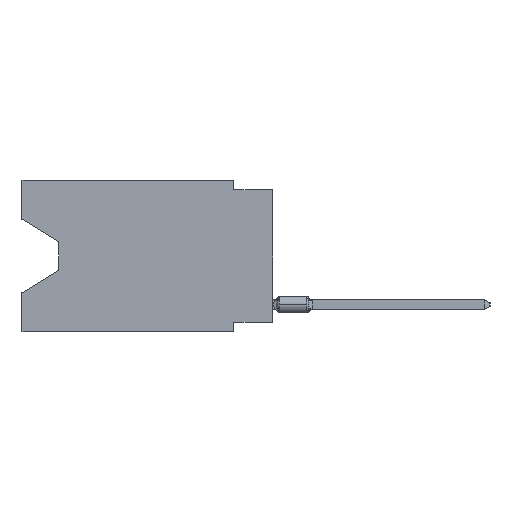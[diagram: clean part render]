
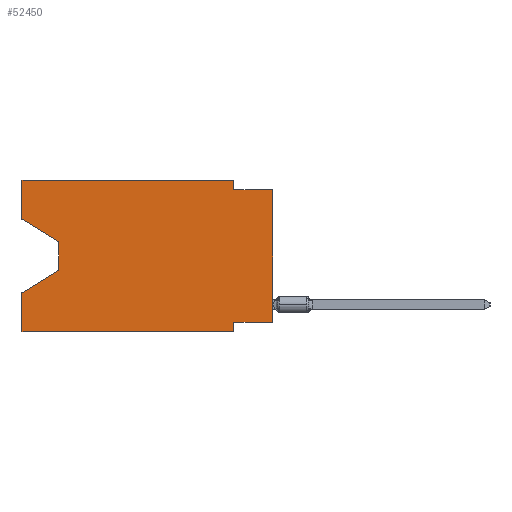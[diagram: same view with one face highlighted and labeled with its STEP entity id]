
A CAD part, left-side view. The second image highlights one B-rep face of the part: STEP entity #52450.
In plain terms, the highlighted planar face has unit normal (-1, 0, 0).
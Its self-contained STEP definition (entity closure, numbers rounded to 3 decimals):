
#360 = ORIENTED_EDGE ( 'NONE', *, *, #22784, .F. ) ;
#1268 = EDGE_CURVE ( 'NONE', #66359, #69075, #31104, .T. ) ;
#1538 = CARTESIAN_POINT ( 'NONE',  ( 0., 16.383, -2.546 ) ) ;
#1779 = DIRECTION ( 'NONE',  ( 0., 0., -1. ) ) ;
#2529 = PLANE ( 'NONE',  #43462 ) ;
#3084 = VERTEX_POINT ( 'NONE', #33683 ) ;
#4081 = VECTOR ( 'NONE', #59279, 1000. ) ;
#4520 = VERTEX_POINT ( 'NONE', #1538 ) ;
#5993 = DIRECTION ( 'NONE',  ( 0., -1., 0. ) ) ;
#6120 = ORIENTED_EDGE ( 'NONE', *, *, #44699, .T. ) ;
#8160 = EDGE_CURVE ( 'NONE', #12186, #66359, #55990, .T. ) ;
#9830 = VECTOR ( 'NONE', #70079, 1000. ) ;
#10664 = ORIENTED_EDGE ( 'NONE', *, *, #8160, .T. ) ;
#10728 = ORIENTED_EDGE ( 'NONE', *, *, #27568, .T. ) ;
#10955 = CARTESIAN_POINT ( 'NONE',  ( 0., 2.54, 0. ) ) ;
#11656 = CARTESIAN_POINT ( 'NONE',  ( 0., 0., -9.271 ) ) ;
#11831 = VERTEX_POINT ( 'NONE', #25431 ) ;
#12186 = VERTEX_POINT ( 'NONE', #58361 ) ;
#12926 = CARTESIAN_POINT ( 'NONE',  ( 0., 16.383, 0. ) ) ;
#14099 = ORIENTED_EDGE ( 'NONE', *, *, #21145, .F. ) ;
#14345 = DIRECTION ( 'NONE',  ( 0., 0., 1. ) ) ;
#14407 = VERTEX_POINT ( 'NONE', #43219 ) ;
#15510 = EDGE_CURVE ( 'NONE', #3084, #28045, #21241, .T. ) ;
#15621 = CARTESIAN_POINT ( 'NONE',  ( 0., 13.97, -5.893 ) ) ;
#17094 = DIRECTION ( 'NONE',  ( 0., 1., 0. ) ) ;
#18122 = LINE ( 'NONE', #29348, #18363 ) ;
#18363 = VECTOR ( 'NONE', #1779, 1000. ) ;
#18957 = LINE ( 'NONE', #46190, #65814 ) ;
#19156 = DIRECTION ( 'NONE',  ( 0., -1., 0. ) ) ;
#20114 = CARTESIAN_POINT ( 'NONE',  ( 0., 0., 0. ) ) ;
#20233 = CARTESIAN_POINT ( 'NONE',  ( 0., 13.97, -5.893 ) ) ;
#20771 = CARTESIAN_POINT ( 'NONE',  ( 0., 2.54, -9.906 ) ) ;
#21145 = EDGE_CURVE ( 'NONE', #28045, #14407, #18122, .T. ) ;
#21241 = LINE ( 'NONE', #54975, #24916 ) ;
#22784 = EDGE_CURVE ( 'NONE', #4520, #3084, #63302, .T. ) ;
#23294 = EDGE_CURVE ( 'NONE', #66916, #27287, #26208, .T. ) ;
#24177 = VECTOR ( 'NONE', #14345, 1000. ) ;
#24236 = DIRECTION ( 'NONE',  ( 0., 0.855, -0.519 ) ) ;
#24827 = DIRECTION ( 'NONE',  ( 0., 0., 1. ) ) ;
#24916 = VECTOR ( 'NONE', #5993, 1000. ) ;
#25431 = CARTESIAN_POINT ( 'NONE',  ( 0., 0., -9.271 ) ) ;
#25924 = ORIENTED_EDGE ( 'NONE', *, *, #30452, .F. ) ;
#26208 = LINE ( 'NONE', #20771, #41622 ) ;
#27287 = VERTEX_POINT ( 'NONE', #32619 ) ;
#27327 = LINE ( 'NONE', #48072, #4081 ) ;
#27568 = EDGE_CURVE ( 'NONE', #63992, #27287, #51819, .T. ) ;
#28045 = VERTEX_POINT ( 'NONE', #10955 ) ;
#28970 = VECTOR ( 'NONE', #24827, 1000. ) ;
#29348 = CARTESIAN_POINT ( 'NONE',  ( 0., 2.54, 0. ) ) ;
#30176 = DIRECTION ( 'NONE',  ( 0., -0.855, -0.519 ) ) ;
#30452 = EDGE_CURVE ( 'NONE', #14407, #40990, #64640, .T. ) ;
#30877 = EDGE_CURVE ( 'NONE', #11831, #66916, #39237, .T. ) ;
#31104 = LINE ( 'NONE', #20233, #63490 ) ;
#32619 = CARTESIAN_POINT ( 'NONE',  ( 0., 2.54, -9.906 ) ) ;
#33435 = ORIENTED_EDGE ( 'NONE', *, *, #15510, .F. ) ;
#33683 = CARTESIAN_POINT ( 'NONE',  ( 0., 16.383, 0. ) ) ;
#35175 = CARTESIAN_POINT ( 'NONE',  ( 0., 16.383, -9.906 ) ) ;
#39237 = LINE ( 'NONE', #11656, #51570 ) ;
#40990 = VERTEX_POINT ( 'NONE', #69503 ) ;
#41196 = LINE ( 'NONE', #20114, #28970 ) ;
#41310 = EDGE_LOOP ( 'NONE', ( #6120, #10664, #59051, #65863, #10728, #67985, #46539, #55949, #25924, #14099, #33435, #360 ) ) ;
#41622 = VECTOR ( 'NONE', #47658, 1000. ) ;
#43219 = CARTESIAN_POINT ( 'NONE',  ( 0., 2.54, -0.635 ) ) ;
#43462 = AXIS2_PLACEMENT_3D ( 'NONE', #46094, #63435, #52584 ) ;
#44027 = EDGE_CURVE ( 'NONE', #11831, #40990, #41196, .T. ) ;
#44699 = EDGE_CURVE ( 'NONE', #4520, #12186, #18957, .T. ) ;
#45398 = FACE_OUTER_BOUND ( 'NONE', #41310, .T. ) ;
#46094 = CARTESIAN_POINT ( 'NONE',  ( 0., 16.383, 0. ) ) ;
#46190 = CARTESIAN_POINT ( 'NONE',  ( 0., 16.383, -2.546 ) ) ;
#46539 = ORIENTED_EDGE ( 'NONE', *, *, #30877, .F. ) ;
#47658 = DIRECTION ( 'NONE',  ( 0., 0., -1. ) ) ;
#48072 = CARTESIAN_POINT ( 'NONE',  ( 0., 16.383, 0. ) ) ;
#49062 = CARTESIAN_POINT ( 'NONE',  ( 0., 0., -0.635 ) ) ;
#49130 = VECTOR ( 'NONE', #19156, 1000. ) ;
#51570 = VECTOR ( 'NONE', #17094, 1000. ) ;
#51819 = LINE ( 'NONE', #53242, #49130 ) ;
#52450 = ADVANCED_FACE ( 'NONE', ( #45398 ), #2529, .F. ) ;
#52584 = DIRECTION ( 'NONE',  ( 0., 0., -1. ) ) ;
#52889 = EDGE_CURVE ( 'NONE', #63992, #69075, #27327, .T. ) ;
#53242 = CARTESIAN_POINT ( 'NONE',  ( 0., 16.383, -9.906 ) ) ;
#54975 = CARTESIAN_POINT ( 'NONE',  ( 0., 16.383, 0. ) ) ;
#55949 = ORIENTED_EDGE ( 'NONE', *, *, #44027, .T. ) ;
#55990 = LINE ( 'NONE', #67575, #64941 ) ;
#58361 = CARTESIAN_POINT ( 'NONE',  ( 0., 13.97, -4.013 ) ) ;
#59051 = ORIENTED_EDGE ( 'NONE', *, *, #1268, .T. ) ;
#59279 = DIRECTION ( 'NONE',  ( 0., 0., 1. ) ) ;
#60140 = CARTESIAN_POINT ( 'NONE',  ( 0., 2.54, -9.271 ) ) ;
#63302 = LINE ( 'NONE', #12926, #24177 ) ;
#63435 = DIRECTION ( 'NONE',  ( 1., 0., 0. ) ) ;
#63490 = VECTOR ( 'NONE', #24236, 1000. ) ;
#63992 = VERTEX_POINT ( 'NONE', #35175 ) ;
#64640 = LINE ( 'NONE', #49062, #9830 ) ;
#64941 = VECTOR ( 'NONE', #67928, 1000. ) ;
#65814 = VECTOR ( 'NONE', #30176, 1000. ) ;
#65863 = ORIENTED_EDGE ( 'NONE', *, *, #52889, .F. ) ;
#66359 = VERTEX_POINT ( 'NONE', #15621 ) ;
#66825 = CARTESIAN_POINT ( 'NONE',  ( 0., 16.383, -7.36 ) ) ;
#66916 = VERTEX_POINT ( 'NONE', #60140 ) ;
#67575 = CARTESIAN_POINT ( 'NONE',  ( 0., 13.97, -4.013 ) ) ;
#67928 = DIRECTION ( 'NONE',  ( 0., 0., -1. ) ) ;
#67985 = ORIENTED_EDGE ( 'NONE', *, *, #23294, .F. ) ;
#69075 = VERTEX_POINT ( 'NONE', #66825 ) ;
#69503 = CARTESIAN_POINT ( 'NONE',  ( 0., 0., -0.635 ) ) ;
#70079 = DIRECTION ( 'NONE',  ( 0., -1., 0. ) ) ;
